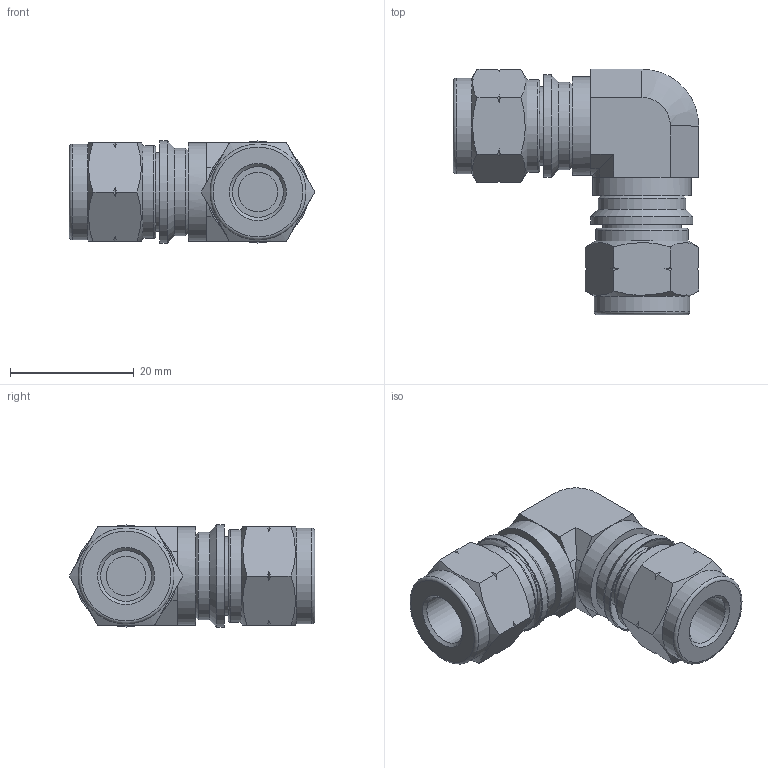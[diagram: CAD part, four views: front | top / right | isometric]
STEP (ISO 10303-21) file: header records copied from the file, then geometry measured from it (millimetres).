
FILE_DESCRIPTION(/* description */ (''),/* implementation_level */ '2;1');
FILE_NAME(/* name */ 'SUEI-8M.stp',/* time_stamp */ '2022-07-11T08:57:45+09:00',/* author */ ('user'),/* organization */ (''),/* preprocessor_version */ 'ST-DEVELOPER v18.1',/* originating_system */ 'Autodesk Inventor 2022',/* authorisation */ '');
FILE_SCHEMA (('AUTOMOTIVE_DESIGN { 1 0 10303 214 3 1 1 }'));
Length unit declared in the file: millimetre
Products named in the file (1): SUE-8M
Bounding box: 39.68 x 39.68 x 16.5 mm (x, y, z)
Volume: 10013.3 mm3; surface area: 5668.2 mm2
Topology: 1 solids, 1 shells, 124 faces, 282 edges, 172 vertices
Faces by surface type: plane 56, cone 42, cylinder 22, torus 4
Full cylindrical faces by diameter (mm): 6.4 x2, 8.2 x2, 11 x2, 11.4 x2, 12.7 x2, 14.2 x2, 15 x2, 15.5 x2, 15.9 x2, 16.5 x2
Entity records: 3409 total; most frequent: CARTESIAN_POINT 723, ORIENTED_EDGE 564, DIRECTION 558, EDGE_CURVE 282, AXIS2_PLACEMENT_3D 223, VERTEX_POINT 172, EDGE_LOOP 136, FACE_OUTER_BOUND 124
